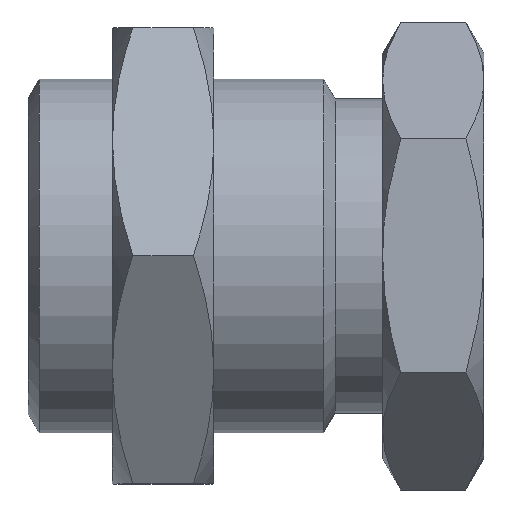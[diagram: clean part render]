
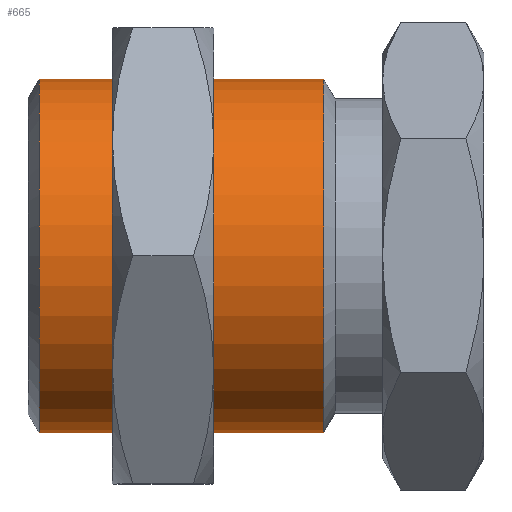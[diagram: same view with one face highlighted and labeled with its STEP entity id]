
A CAD part, top view. The second image highlights one B-rep face of the part: STEP entity #665.
In plain terms, the highlighted cylindrical face has radius 10.477 mm (diameter 20.955 mm), a full revolution.
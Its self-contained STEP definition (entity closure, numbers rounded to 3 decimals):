
#18=CYLINDRICAL_SURFACE('',#735,10.478);
#27=FACE_BOUND('',#155,.T.);
#99=FACE_OUTER_BOUND('',#154,.T.);
#154=EDGE_LOOP('',(#512));
#155=EDGE_LOOP('',(#513));
#203=CIRCLE('',#734,10.478);
#204=CIRCLE('',#736,10.478);
#298=VERTEX_POINT('',#1108);
#299=VERTEX_POINT('',#1111);
#375=EDGE_CURVE('',#298,#298,#203,.T.);
#376=EDGE_CURVE('',#299,#299,#204,.T.);
#512=ORIENTED_EDGE('',*,*,#375,.T.);
#513=ORIENTED_EDGE('',*,*,#376,.F.);
#665=ADVANCED_FACE('',(#99,#27),#18,.T.);
#734=AXIS2_PLACEMENT_3D('',#1109,#867,#868);
#735=AXIS2_PLACEMENT_3D('',#1110,#869,#870);
#736=AXIS2_PLACEMENT_3D('',#1112,#871,#872);
#867=DIRECTION('center_axis',(1.,0.,0.));
#868=DIRECTION('ref_axis',(0.,0.,-1.));
#869=DIRECTION('center_axis',(1.,0.,0.));
#870=DIRECTION('ref_axis',(0.,1.,0.));
#871=DIRECTION('center_axis',(1.,0.,0.));
#872=DIRECTION('ref_axis',(0.,0.,-1.));
#1108=CARTESIAN_POINT('',(-26.349,10.478,0.));
#1109=CARTESIAN_POINT('Origin',(-26.349,0.,0.));
#1110=CARTESIAN_POINT('Origin',(-17.925,0.,0.));
#1111=CARTESIAN_POINT('',(-9.5,10.478,0.));
#1112=CARTESIAN_POINT('Origin',(-9.5,0.,0.));
